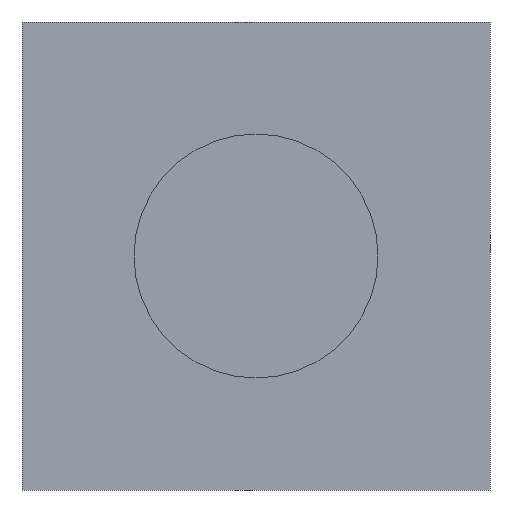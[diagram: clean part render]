
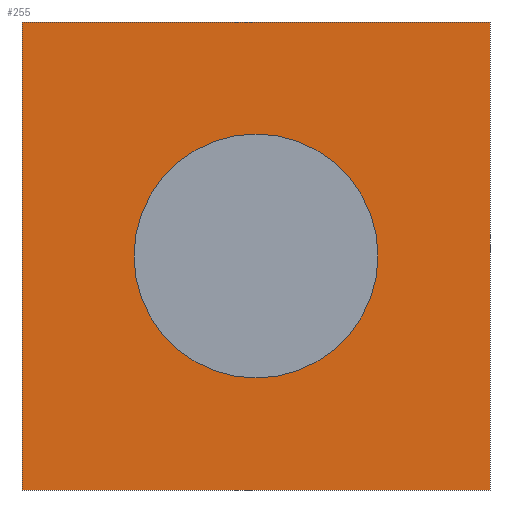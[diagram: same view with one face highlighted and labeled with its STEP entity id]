
A CAD part, front view. The second image highlights one B-rep face of the part: STEP entity #255.
In plain terms, the highlighted planar face has unit normal (0, -1, 0).
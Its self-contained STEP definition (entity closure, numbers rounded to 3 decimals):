
#4 = ORIENTED_EDGE ( 'NONE', *, *, #165, .F. ) ;
#6 = CIRCLE ( 'NONE', #95, 11. ) ;
#13 = CARTESIAN_POINT ( 'NONE',  ( 0., 0., -11. ) ) ;
#15 = DIRECTION ( 'NONE',  ( -1., 0., 0. ) ) ;
#19 = VERTEX_POINT ( 'NONE', #30 ) ;
#20 = EDGE_CURVE ( 'NONE', #19, #185, #234, .T. ) ;
#30 = CARTESIAN_POINT ( 'NONE',  ( -21.1, 0., -21.1 ) ) ;
#32 = VERTEX_POINT ( 'NONE', #93 ) ;
#35 = CARTESIAN_POINT ( 'NONE',  ( 0., 0., 0. ) ) ;
#37 = VERTEX_POINT ( 'NONE', #66 ) ;
#40 = VECTOR ( 'NONE', #139, 1000. ) ;
#46 = EDGE_CURVE ( 'NONE', #185, #211, #111, .T. ) ;
#48 = ORIENTED_EDGE ( 'NONE', *, *, #46, .F. ) ;
#49 = CARTESIAN_POINT ( 'NONE',  ( -21.1, 0., 21.1 ) ) ;
#50 = VERTEX_POINT ( 'NONE', #13 ) ;
#57 = DIRECTION ( 'NONE',  ( 0., 0., -1. ) ) ;
#58 = CARTESIAN_POINT ( 'NONE',  ( -21.1, 0., 21.1 ) ) ;
#65 = AXIS2_PLACEMENT_3D ( 'NONE', #35, #121, #57 ) ;
#66 = CARTESIAN_POINT ( 'NONE',  ( 0., 0., 11. ) ) ;
#68 = FACE_BOUND ( 'NONE', #135, .T. ) ;
#80 = CARTESIAN_POINT ( 'NONE',  ( 21.1, 0., 21.1 ) ) ;
#81 = DIRECTION ( 'NONE',  ( 0., 0., -1. ) ) ;
#87 = DIRECTION ( 'NONE',  ( 0., -1., 0. ) ) ;
#92 = AXIS2_PLACEMENT_3D ( 'NONE', #107, #87, #113 ) ;
#93 = CARTESIAN_POINT ( 'NONE',  ( 21.1, 0., -21.1 ) ) ;
#95 = AXIS2_PLACEMENT_3D ( 'NONE', #147, #262, #81 ) ;
#98 = VECTOR ( 'NONE', #101, 1000. ) ;
#101 = DIRECTION ( 'NONE',  ( 0., 0., -1. ) ) ;
#107 = CARTESIAN_POINT ( 'NONE',  ( 0., 0., 0. ) ) ;
#111 = LINE ( 'NONE', #182, #252 ) ;
#113 = DIRECTION ( 'NONE',  ( 0., 0., -1. ) ) ;
#117 = EDGE_LOOP ( 'NONE', ( #118, #48, #123, #158 ) ) ;
#118 = ORIENTED_EDGE ( 'NONE', *, *, #143, .F. ) ;
#119 = CARTESIAN_POINT ( 'NONE',  ( -21.1, 0., -21.1 ) ) ;
#120 = EDGE_CURVE ( 'NONE', #32, #19, #245, .T. ) ;
#121 = DIRECTION ( 'NONE',  ( 0., -1., 0. ) ) ;
#123 = ORIENTED_EDGE ( 'NONE', *, *, #20, .F. ) ;
#135 = EDGE_LOOP ( 'NONE', ( #4, #195 ) ) ;
#139 = DIRECTION ( 'NONE',  ( 0., 0., 1. ) ) ;
#143 = EDGE_CURVE ( 'NONE', #211, #32, #179, .T. ) ;
#147 = CARTESIAN_POINT ( 'NONE',  ( 0., 0., 0. ) ) ;
#149 = FACE_OUTER_BOUND ( 'NONE', #117, .T. ) ;
#158 = ORIENTED_EDGE ( 'NONE', *, *, #120, .F. ) ;
#165 = EDGE_CURVE ( 'NONE', #37, #50, #6, .T. ) ;
#169 = EDGE_CURVE ( 'NONE', #50, #37, #242, .T. ) ;
#179 = LINE ( 'NONE', #221, #98 ) ;
#182 = CARTESIAN_POINT ( 'NONE',  ( -21.1, 0., 21.1 ) ) ;
#185 = VERTEX_POINT ( 'NONE', #58 ) ;
#187 = PLANE ( 'NONE',  #92 ) ;
#195 = ORIENTED_EDGE ( 'NONE', *, *, #169, .F. ) ;
#211 = VERTEX_POINT ( 'NONE', #80 ) ;
#218 = VECTOR ( 'NONE', #15, 1000. ) ;
#221 = CARTESIAN_POINT ( 'NONE',  ( 21.1, 0., 21.1 ) ) ;
#234 = LINE ( 'NONE', #49, #40 ) ;
#242 = CIRCLE ( 'NONE', #65, 11. ) ;
#245 = LINE ( 'NONE', #119, #218 ) ;
#252 = VECTOR ( 'NONE', #264, 1000. ) ;
#255 = ADVANCED_FACE ( 'NONE', ( #68, #149 ), #187, .T. ) ;
#262 = DIRECTION ( 'NONE',  ( 0., -1., 0. ) ) ;
#264 = DIRECTION ( 'NONE',  ( 1., 0., 0. ) ) ;
